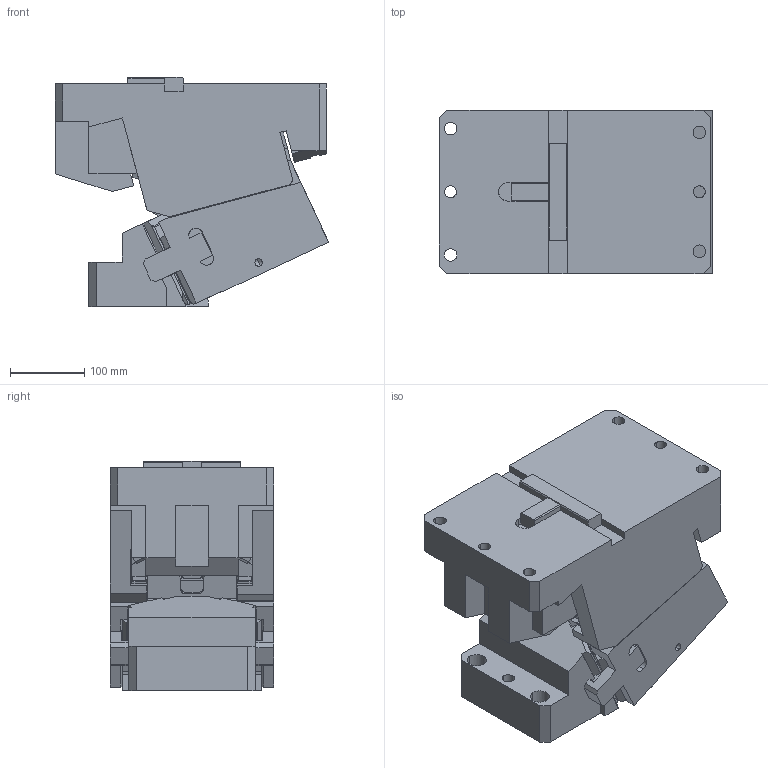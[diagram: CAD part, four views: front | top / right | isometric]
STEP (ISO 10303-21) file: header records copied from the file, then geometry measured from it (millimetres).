
FILE_DESCRIPTION(('CATIA V5 STEP Exchange'),'2;1');
FILE_NAME('CACV_F_220_65.stp','2015-04-27T06:55:33+00:00',('none'),('none'),'CATIA Version 5 Release 19 SP 2 (IN-10)','CATIA V5 STEP AP203','none');
FILE_SCHEMA(('CONFIG_CONTROL_DESIGN'));
Length unit declared in the file: millimetre
Products named in the file (1): CACV_F_220_65
Bounding box: 367.84 x 220 x 309 mm (x, y, z)
Volume: 16063732.6 mm3; surface area: 839682.6 mm2
Topology: 3 solids, 13 shells, 577 faces, 1631 edges, 1071 vertices
Faces by surface type: plane 381, cylinder 169, extrusion 21, cone 6
Entity records: 19683 total; most frequent: CARTESIAN_POINT 5512, ORIENTED_EDGE 3250, DIRECTION 2336, EDGE_CURVE 1625, VECTOR 1214, LINE 1193, VERTEX_POINT 1071, AXIS2_PLACEMENT_3D 646
